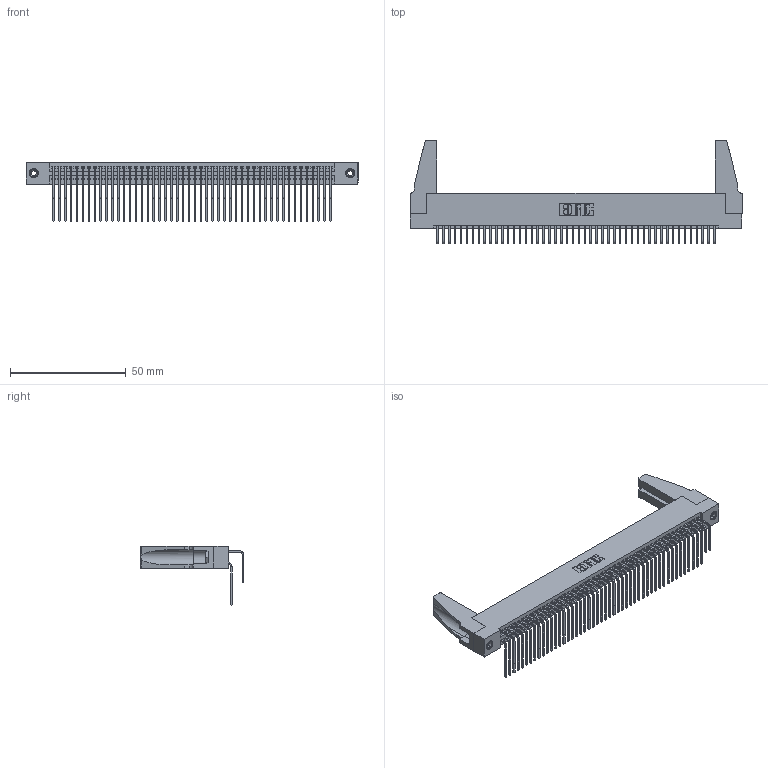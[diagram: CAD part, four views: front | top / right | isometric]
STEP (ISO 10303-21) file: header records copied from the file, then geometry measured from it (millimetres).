
FILE_DESCRIPTION (( 'STEP AP203' ), '1' );
FILE_NAME ('395-096-558-288.STEP', '2019-10-26T01:52:02', ( '' ), ( '' ), 'SwSTEP 2.0', 'SolidWorks 2016', '' );
FILE_SCHEMA (( 'CONFIG_CONTROL_DESIGN' ));
Length unit declared in the file: inch
Products named in the file (6): 345-250-001_345-250-001-102; 345-220-078_345-220-088; 395-096-558-288; 345 Part_Flush Mounting Lugs - 0.156 Dia-TH; 345-292-001_558 559 Tail - 1; 345-292-001_558 Tail - 2
Assembly tree (101 placements, depth 2):
  395-096-558-288
    345 Part_Flush Mounting Lugs - 0.156 Dia-TH
    345-292-001_558 559 Tail - 1  x48
    345-292-001_558 Tail - 2  x48
    345-250-001_345-250-001-102  x2
    345-220-078_345-220-088  x2
Bounding box: 143.15 x 44.69 x 25.53 mm (x, y, z)
Volume: 17768.1 mm3; surface area: 27299.1 mm2
Topology: 101 solids, 101 shells, 5242 faces, 15535 edges, 10218 vertices
Faces by surface type: plane 3512, cylinder 1714, cone 12, torus 4
Entity records: 40654 total; most frequent: CARTESIAN_POINT 6849, ORIENTED_EDGE 6692, DIRECTION 6010, EDGE_CURVE 3346, LINE 2940, VECTOR 2940, VERTEX_POINT 2222, AXIS2_PLACEMENT_3D 1535
